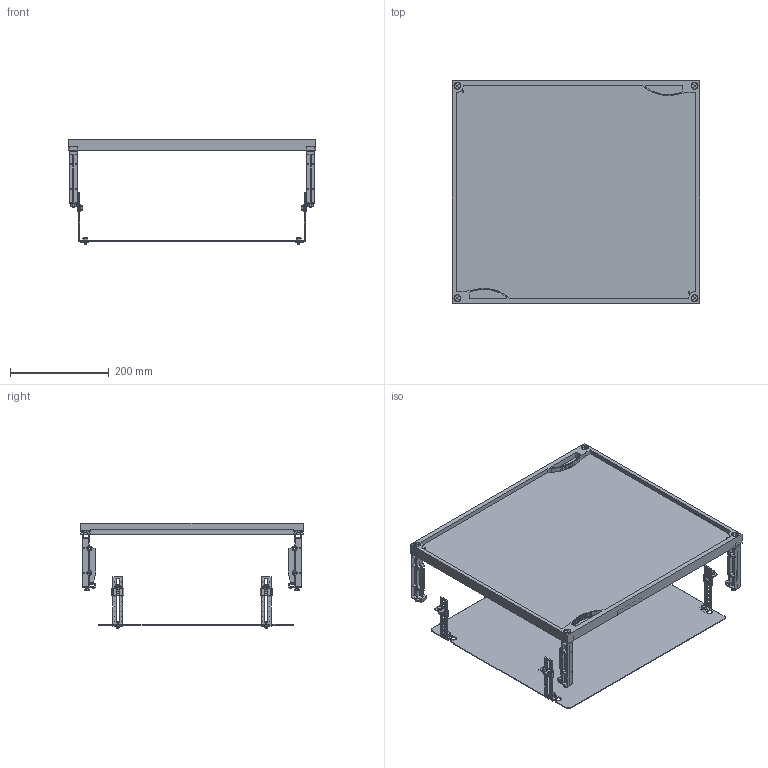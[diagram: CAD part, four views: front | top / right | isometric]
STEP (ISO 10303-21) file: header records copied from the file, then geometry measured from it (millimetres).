
FILE_DESCRIPTION(('STEP AP214'),'1');
FILE_NAME('cctmp_9CDFC5C2-E5D7-4A50-9343-8A2770B22D90_2023_07_22_14_10_31_0916..stp','2023-07-22T12:10:33',('SIEMENS A&D'),('CADClick - www.CADClick.com'),'Spatial InterOp 3D postprocessed',' ','unknown authorization');
FILE_SCHEMA(('AUTOMOTIVE_DESIGN'));
Length unit declared in the file: millimetre
Products named in the file (31): cc_unnamed; 2023_07_22_14_10_31_0859; 2023_07_22_14_10_31_0855; 2023_07_22_14_10_31_0851; 2023_07_22_14_10_31_0847; 2023_07_22_14_10_31_0843; 2023_07_22_14_10_31_0839; 2023_07_22_14_10_31_0835; 2023_07_22_14_10_31_0831; 2023_07_22_14_10_31_0827; 2023_07_22_14_10_31_0823; 2023_07_22_14_10_31_0819; 2023_07_22_14_10_31_0815; 2023_07_22_14_10_31_0811; 2023_07_22_14_10_31_0807; 2023_07_22_14_10_31_0803; 2023_07_22_14_10_31_0799; 2023_07_22_14_10_31_0795; 2023_07_22_14_10_31_0791; 2023_07_22_14_10_31_0788; 2023_07_22_14_10_31_0785; 2023_07_22_14_10_31_0782; 2023_07_22_14_10_31_0778; 2023_07_22_14_10_31_0774; 2023_07_22_14_10_31_0770; 2023_07_22_14_10_31_0767; 2023_07_22_14_10_31_0763; 2023_07_22_14_10_31_0759; 2023_07_22_14_10_31_0755; 2023_07_22_14_10_31_0751; 2023_07_22_14_10_31_0747
Assembly tree (30 placements, depth 2):
  cc_unnamed
    2023_07_22_14_10_31_0859
    2023_07_22_14_10_31_0855
    2023_07_22_14_10_31_0851
    2023_07_22_14_10_31_0847
    2023_07_22_14_10_31_0843
    2023_07_22_14_10_31_0839
    2023_07_22_14_10_31_0835
    2023_07_22_14_10_31_0831
    2023_07_22_14_10_31_0827
    2023_07_22_14_10_31_0823
    2023_07_22_14_10_31_0819
    2023_07_22_14_10_31_0815
    2023_07_22_14_10_31_0811
    2023_07_22_14_10_31_0807
    2023_07_22_14_10_31_0803
    2023_07_22_14_10_31_0799
    2023_07_22_14_10_31_0795
    2023_07_22_14_10_31_0791
    2023_07_22_14_10_31_0788
    2023_07_22_14_10_31_0785
    2023_07_22_14_10_31_0782
    2023_07_22_14_10_31_0778
    2023_07_22_14_10_31_0774
    2023_07_22_14_10_31_0770
    2023_07_22_14_10_31_0767
    2023_07_22_14_10_31_0763
    2023_07_22_14_10_31_0759
    2023_07_22_14_10_31_0755
    2023_07_22_14_10_31_0751
    2023_07_22_14_10_31_0747
Bounding box: 500 x 450 x 214.43 mm (x, y, z)
Volume: 1559263.1 mm3; surface area: 991125 mm2
Topology: 30 solids, 30 shells, 1554 faces, 4176 edges, 2744 vertices
Faces by surface type: plane 1092, cylinder 374, cone 56, torus 32
Entity records: 54225 total; most frequent: CARTESIAN_POINT 9073, ORIENTED_EDGE 8352, DIRECTION 8214, EDGE_CURVE 4176, LINE 3068, VECTOR 3068, VERTEX_POINT 2744, AXIS2_PLACEMENT_3D 2573
